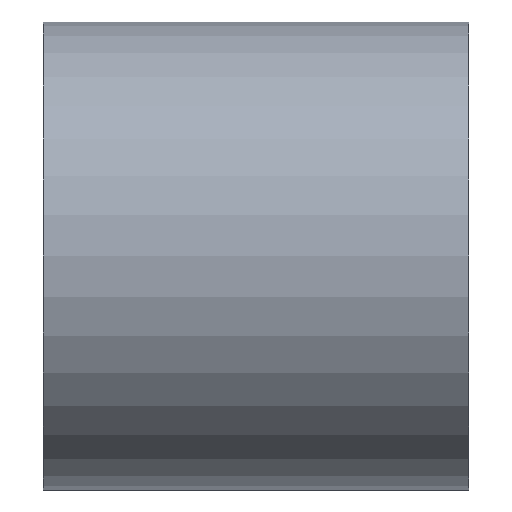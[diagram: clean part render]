
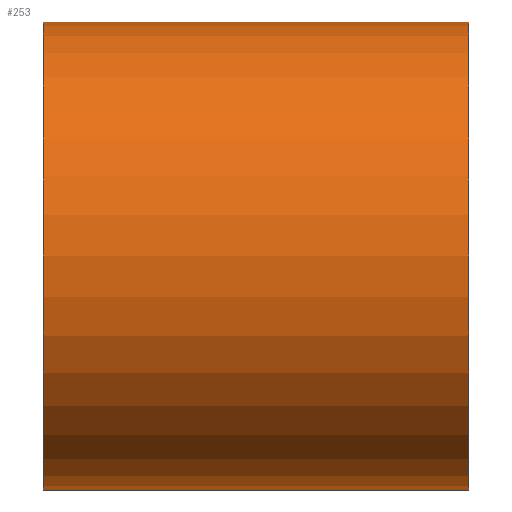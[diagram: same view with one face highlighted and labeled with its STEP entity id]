
A CAD part, front view. The second image highlights one B-rep face of the part: STEP entity #253.
In plain terms, the highlighted cylindrical face has radius 11 mm (diameter 22 mm), a partial arc.
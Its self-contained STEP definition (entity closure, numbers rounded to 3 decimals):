
#7 = EDGE_CURVE ( 'NONE', #264, #160, #195, .T. ) ;
#8 = VECTOR ( 'NONE', #106, 1000. ) ;
#14 = VECTOR ( 'NONE', #71, 1000. ) ;
#26 = CARTESIAN_POINT ( 'NONE',  ( -6.017, 0., 11. ) ) ;
#28 = EDGE_CURVE ( 'NONE', #267, #160, #146, .T. ) ;
#41 = FACE_OUTER_BOUND ( 'NONE', #287, .T. ) ;
#46 = ORIENTED_EDGE ( 'NONE', *, *, #200, .T. ) ;
#54 = DIRECTION ( 'NONE',  ( -1., 0., 0. ) ) ;
#64 = CYLINDRICAL_SURFACE ( 'NONE', #278, 11. ) ;
#70 = CARTESIAN_POINT ( 'NONE',  ( 13.983, 0., 11. ) ) ;
#71 = DIRECTION ( 'NONE',  ( -1., 0., 0. ) ) ;
#73 = CARTESIAN_POINT ( 'NONE',  ( -6.017, 0., 0. ) ) ;
#92 = CARTESIAN_POINT ( 'NONE',  ( -46.222, 0., 0. ) ) ;
#104 = CARTESIAN_POINT ( 'NONE',  ( 13.983, 0., 0. ) ) ;
#106 = DIRECTION ( 'NONE',  ( -1., 0., 0. ) ) ;
#109 = EDGE_CURVE ( 'NONE', #277, #267, #131, .T. ) ;
#113 = ORIENTED_EDGE ( 'NONE', *, *, #7, .T. ) ;
#114 = CARTESIAN_POINT ( 'NONE',  ( 13.983, 0., -11. ) ) ;
#115 = DIRECTION ( 'NONE',  ( -1., 0., 0. ) ) ;
#127 = CARTESIAN_POINT ( 'NONE',  ( -46.222, 0., -11. ) ) ;
#131 = LINE ( 'NONE', #127, #8 ) ;
#146 = CIRCLE ( 'NONE', #188, 11. ) ;
#160 = VERTEX_POINT ( 'NONE', #26 ) ;
#180 = ORIENTED_EDGE ( 'NONE', *, *, #28, .F. ) ;
#188 = AXIS2_PLACEMENT_3D ( 'NONE', #73, #115, #242 ) ;
#190 = ORIENTED_EDGE ( 'NONE', *, *, #109, .F. ) ;
#195 = LINE ( 'NONE', #288, #14 ) ;
#200 = EDGE_CURVE ( 'NONE', #277, #264, #313, .T. ) ;
#238 = DIRECTION ( 'NONE',  ( 0., 0., 1. ) ) ;
#242 = DIRECTION ( 'NONE',  ( 0., 0., 1. ) ) ;
#250 = AXIS2_PLACEMENT_3D ( 'NONE', #104, #54, #268 ) ;
#253 = ADVANCED_FACE ( 'NONE', ( #41 ), #64, .T. ) ;
#264 = VERTEX_POINT ( 'NONE', #70 ) ;
#267 = VERTEX_POINT ( 'NONE', #299 ) ;
#268 = DIRECTION ( 'NONE',  ( 0., 0., 1. ) ) ;
#277 = VERTEX_POINT ( 'NONE', #114 ) ;
#278 = AXIS2_PLACEMENT_3D ( 'NONE', #92, #308, #238 ) ;
#287 = EDGE_LOOP ( 'NONE', ( #190, #46, #113, #180 ) ) ;
#288 = CARTESIAN_POINT ( 'NONE',  ( -46.222, 0., 11. ) ) ;
#299 = CARTESIAN_POINT ( 'NONE',  ( -6.017, 0., -11. ) ) ;
#308 = DIRECTION ( 'NONE',  ( -1., 0., 0. ) ) ;
#313 = CIRCLE ( 'NONE', #250, 11. ) ;
